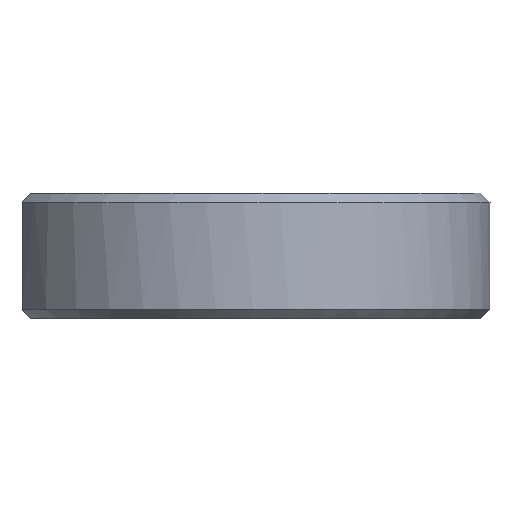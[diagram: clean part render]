
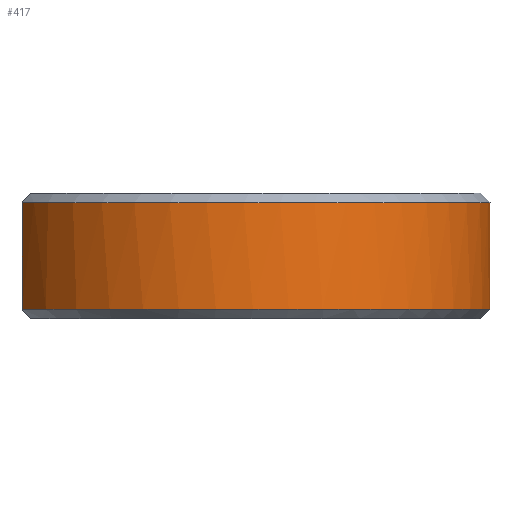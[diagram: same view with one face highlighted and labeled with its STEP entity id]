
A CAD part, front view. The second image highlights one B-rep face of the part: STEP entity #417.
In plain terms, the highlighted free-form (B-spline) face has degree [2, 1] with [5, 2] control points.
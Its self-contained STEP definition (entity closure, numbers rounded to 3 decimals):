
#85 = CARTESIAN_POINT ( 'NONE',  ( 3250.535, 2359.852, 17.65 ) ) ;
#90 = CARTESIAN_POINT ( 'NONE',  ( 3196.146, 2374.062, 17.65 ) ) ;
#127 = CARTESIAN_POINT ( 'NONE',  ( 3196.146, 2374.062, 0.75 ) ) ;
#128 = EDGE_CURVE ( 'NONE', #841, #830, #219, .T. ) ;
#144 = CARTESIAN_POINT ( 'NONE',  ( 3265.176, 2414.493, 17.988 ) ) ;
#176 = CARTESIAN_POINT ( 'NONE',  ( 3196.146, 2374.062, 0.75 ) ) ;
#199 = B_SPLINE_CURVE_WITH_KNOTS ( 'NONE', 1,
 ( #127, #203 ),
 .UNSPECIFIED., .F., .F.,
 ( 2, 2 ),
 ( 0., 1. ),
 .UNSPECIFIED. ) ;
#203 = CARTESIAN_POINT ( 'NONE',  ( 3196.146, 2374.062, 17.65 ) ) ;
#219 =( BOUNDED_CURVE ( )  B_SPLINE_CURVE ( 2, ( #176, #632, #933, #335, #616 ),
 .UNSPECIFIED., .F., .F. ) 
 B_SPLINE_CURVE_WITH_KNOTS ( ( 3, 2, 3 ),
 ( 0., 89.284, 178.568 ),
 .UNSPECIFIED. ) 
 CURVE ( )  GEOMETRIC_REPRESENTATION_ITEM ( )  RATIONAL_B_SPLINE_CURVE ( ( 0.995, 0.71, 1., 0.71, 0.995 ) ) 
 REPRESENTATION_ITEM ( '' )  );
#239 = EDGE_CURVE ( 'NONE', #841, #955, #199, .T. ) ;
#260 = ORIENTED_EDGE ( 'NONE', *, *, #239, .F. ) ;
#292 = CARTESIAN_POINT ( 'NONE',  ( 3250.535, 2359.852, 0.412 ) ) ;
#296 = CARTESIAN_POINT ( 'NONE',  ( 3195.894, 2374.493, 0.412 ) ) ;
#335 = CARTESIAN_POINT ( 'NONE',  ( 3284.745, 2379.604, 0.75 ) ) ;
#343 =( BOUNDED_CURVE ( )  B_SPLINE_CURVE ( 2, ( #525, #834, #85, #380, #90 ),
 .UNSPECIFIED., .F., .F. ) 
 B_SPLINE_CURVE_WITH_KNOTS ( ( 3, 2, 3 ),
 ( 0., 89.284, 178.568 ),
 .UNSPECIFIED. ) 
 CURVE ( )  GEOMETRIC_REPRESENTATION_ITEM ( )  RATIONAL_B_SPLINE_CURVE ( ( 0.995, 0.71, 1., 0.71, 0.995 ) ) 
 REPRESENTATION_ITEM ( '' )  );
#380 = CARTESIAN_POINT ( 'NONE',  ( 3216.324, 2340.101, 17.65 ) ) ;
#417 = ADVANCED_FACE ( 'NONE', ( #659 ), #541, .T. ) ;
#441 = EDGE_LOOP ( 'NONE', ( #260, #837, #746, #465 ) ) ;
#442 = CARTESIAN_POINT ( 'NONE',  ( 3250.535, 2359.852, 17.988 ) ) ;
#465 = ORIENTED_EDGE ( 'NONE', *, *, #514, .T. ) ;
#468 = EDGE_CURVE ( 'NONE', #830, #758, #517, .T. ) ;
#512 = CARTESIAN_POINT ( 'NONE',  ( 3215.894, 2339.852, 0.412 ) ) ;
#514 = EDGE_CURVE ( 'NONE', #758, #955, #343, .T. ) ;
#517 =( BOUNDED_CURVE ( )  B_SPLINE_CURVE ( 1, ( #960, #894 ),
 .UNSPECIFIED., .F., .F. ) 
 B_SPLINE_CURVE_WITH_KNOTS ( ( 2, 2 ),
 ( 0., 1. ),
 .UNSPECIFIED. ) 
 CURVE ( )  GEOMETRIC_REPRESENTATION_ITEM ( )  RATIONAL_B_SPLINE_CURVE ( ( 0.995, 0.995 ) ) 
 REPRESENTATION_ITEM ( '' )  );
#525 = CARTESIAN_POINT ( 'NONE',  ( 3265.423, 2414.059, 17.65 ) ) ;
#541 =( BOUNDED_SURFACE ( )  B_SPLINE_SURFACE ( 2, 1, ( 
 ( #296, #582 ),
 ( #512, #827 ),
 ( #292, #442 ),
 ( #825, #585 ),
 ( #963, #144 ) ),
 .UNSPECIFIED., .F., .F., .F. ) 
 B_SPLINE_SURFACE_WITH_KNOTS ( ( 3, 2, 3 ),
 ( 2, 2 ),
 ( -90., 0., 90. ),
 ( -8.788, 8.788 ),
 .UNSPECIFIED. ) 
 GEOMETRIC_REPRESENTATION_ITEM ( )  RATIONAL_B_SPLINE_SURFACE ( (
 ( 1., 1.),
 ( 0.707, 0.707),
 ( 1., 1.),
 ( 0.707, 0.707),
 ( 1., 1.) ) ) 
 REPRESENTATION_ITEM ( '' )  SURFACE ( )  );
#544 = CARTESIAN_POINT ( 'NONE',  ( 3196.146, 2374.062, 17.65 ) ) ;
#582 = CARTESIAN_POINT ( 'NONE',  ( 3195.894, 2374.493, 17.988 ) ) ;
#585 = CARTESIAN_POINT ( 'NONE',  ( 3285.176, 2379.852, 17.988 ) ) ;
#616 = CARTESIAN_POINT ( 'NONE',  ( 3265.423, 2414.059, 0.75 ) ) ;
#632 = CARTESIAN_POINT ( 'NONE',  ( 3216.324, 2340.101, 0.75 ) ) ;
#650 = CARTESIAN_POINT ( 'NONE',  ( 3265.423, 2414.059, 17.65 ) ) ;
#659 = FACE_OUTER_BOUND ( 'NONE', #441, .T. ) ;
#746 = ORIENTED_EDGE ( 'NONE', *, *, #468, .T. ) ;
#758 = VERTEX_POINT ( 'NONE', #650 ) ;
#767 = CARTESIAN_POINT ( 'NONE',  ( 3196.146, 2374.062, 0.75 ) ) ;
#800 = CARTESIAN_POINT ( 'NONE',  ( 3265.423, 2414.059, 0.75 ) ) ;
#825 = CARTESIAN_POINT ( 'NONE',  ( 3285.176, 2379.852, 0.412 ) ) ;
#827 = CARTESIAN_POINT ( 'NONE',  ( 3215.894, 2339.852, 17.988 ) ) ;
#830 = VERTEX_POINT ( 'NONE', #800 ) ;
#834 = CARTESIAN_POINT ( 'NONE',  ( 3284.745, 2379.604, 17.65 ) ) ;
#837 = ORIENTED_EDGE ( 'NONE', *, *, #128, .T. ) ;
#841 = VERTEX_POINT ( 'NONE', #767 ) ;
#894 = CARTESIAN_POINT ( 'NONE',  ( 3265.423, 2414.059, 17.65 ) ) ;
#933 = CARTESIAN_POINT ( 'NONE',  ( 3250.535, 2359.852, 0.75 ) ) ;
#955 = VERTEX_POINT ( 'NONE', #544 ) ;
#960 = CARTESIAN_POINT ( 'NONE',  ( 3265.423, 2414.059, 0.75 ) ) ;
#963 = CARTESIAN_POINT ( 'NONE',  ( 3265.176, 2414.493, 0.412 ) ) ;
